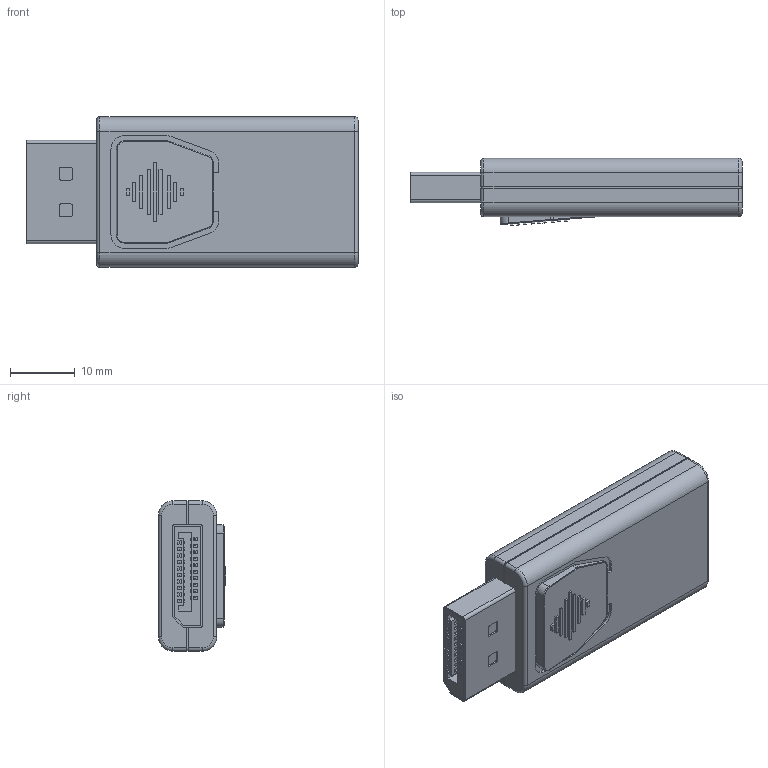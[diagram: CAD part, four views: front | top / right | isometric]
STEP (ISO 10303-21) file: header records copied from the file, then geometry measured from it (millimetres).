
FILE_DESCRIPTION (( 'STEP AP203' ), '1' );
FILE_NAME ('DPHDAD.STEP', '2022-05-27T01:51:02', ( '' ), ( '' ), 'SwSTEP 2.0', 'SolidWorks 2021', '' );
FILE_SCHEMA (( 'CONFIG_CONTROL_DESIGN' ));
Products named in the file (1): DPHDAD
Bounding box: 51.2 x 10.38 x 23.2 mm (x, y, z)
Volume: 9206.9 mm3; surface area: 7453.9 mm2
Topology: 46 solids, 46 shells, 3174 faces, 8967 edges, 5860 vertices
Faces by surface type: plane 2199, cylinder 951, torus 8, bspline 8, cone 8
Entity records: 102239 total; most frequent: CARTESIAN_POINT 18345, ORIENTED_EDGE 17934, DIRECTION 17092, EDGE_CURVE 8967, LINE 7026, VECTOR 7026, VERTEX_POINT 5860, AXIS2_PLACEMENT_3D 5033
